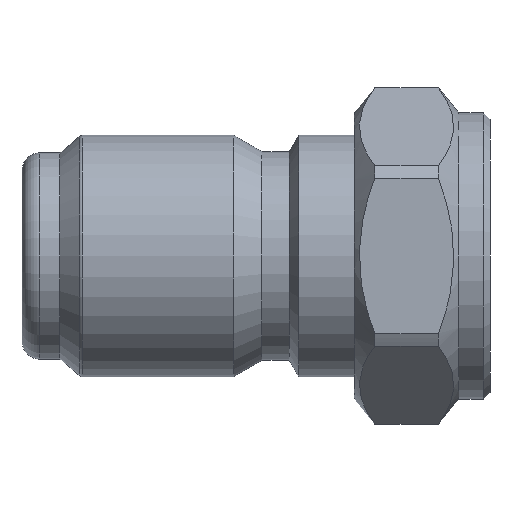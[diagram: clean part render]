
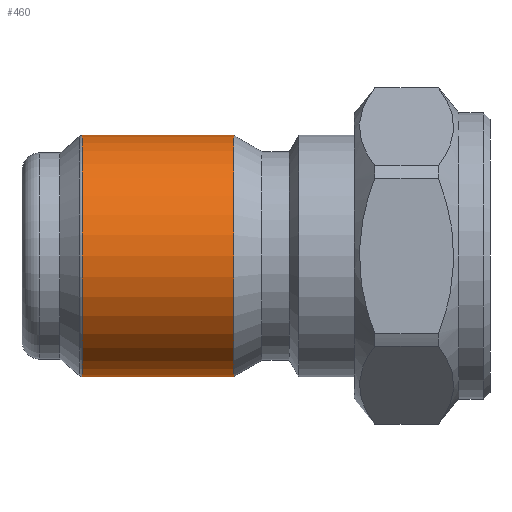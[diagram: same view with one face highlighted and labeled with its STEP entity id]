
A CAD part, front view. The second image highlights one B-rep face of the part: STEP entity #460.
In plain terms, the highlighted cylindrical face has radius 8.9 mm (diameter 17.8 mm), a full revolution.
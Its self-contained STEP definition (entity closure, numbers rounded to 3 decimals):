
#104=ORIENTED_EDGE('',*,*,#217,.T.);
#105=ORIENTED_EDGE('',*,*,#218,.T.);
#217=EDGE_CURVE('',#274,#274,#309,.T.);
#218=EDGE_CURVE('',#275,#275,#310,.T.);
#274=VERTEX_POINT('',#779);
#275=VERTEX_POINT('',#781);
#309=CIRCLE('',#525,8.9);
#310=CIRCLE('',#526,8.9);
#338=EDGE_LOOP('',(#104));
#339=EDGE_LOOP('',(#105));
#394=FACE_BOUND('',#338,.T.);
#395=FACE_BOUND('',#339,.T.);
#444=CYLINDRICAL_SURFACE('',#524,8.9);
#460=ADVANCED_FACE('',(#394,#395),#444,.T.);
#524=AXIS2_PLACEMENT_3D('',#777,#629,#630);
#525=AXIS2_PLACEMENT_3D('',#778,#631,#632);
#526=AXIS2_PLACEMENT_3D('',#780,#633,#634);
#629=DIRECTION('',(-1.,0.,0.));
#630=DIRECTION('',(0.,0.,1.));
#631=DIRECTION('',(1.,0.,0.));
#632=DIRECTION('',(0.,0.,-1.));
#633=DIRECTION('',(-1.,0.,0.));
#634=DIRECTION('',(0.,0.,1.));
#777=CARTESIAN_POINT('',(-60.,0.,0.));
#778=CARTESIAN_POINT('',(4.458,0.,0.));
#779=CARTESIAN_POINT('',(4.458,0.,-8.9));
#780=CARTESIAN_POINT('',(15.6,0.,0.));
#781=CARTESIAN_POINT('',(15.6,0.,8.9));
